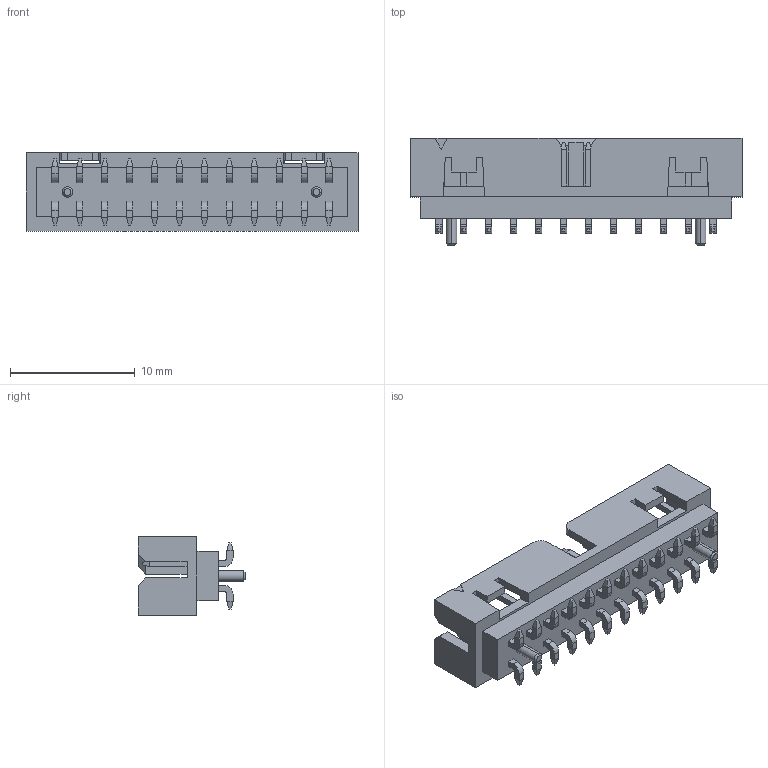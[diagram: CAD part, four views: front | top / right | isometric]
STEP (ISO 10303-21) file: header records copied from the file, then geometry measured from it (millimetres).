
FILE_DESCRIPTION((''),'2;1');
FILE_NAME('878322420','2019-04-10T',('gga'),(''),'PRO/ENGINEER BY PARAMETRIC TECHNOLOGY CORPORATION, 2016010','PRO/ENGINEER BY PARAMETRIC TECHNOLOGY CORPORATION, 2016010','');
FILE_SCHEMA(('CONFIG_CONTROL_DESIGN'));
Length unit declared in the file: millimetre
Products named in the file (1): 878322420
Bounding box: 26.65 x 8.6 x 6.3 mm (x, y, z)
Volume: 485 mm3; surface area: 1216.1 mm2
Topology: 1 solids, 1 shells, 637 faces, 1662 edges, 1076 vertices
Faces by surface type: plane 579, cylinder 54, cone 4
Entity records: 18871 total; most frequent: CARTESIAN_POINT 3278, ORIENTED_EDGE 3120, DIRECTION 3052, EDGE_CURVE 1560, VECTOR 1544, LINE 1544, VERTEX_POINT 972, AXIS2_PLACEMENT_3D 754
